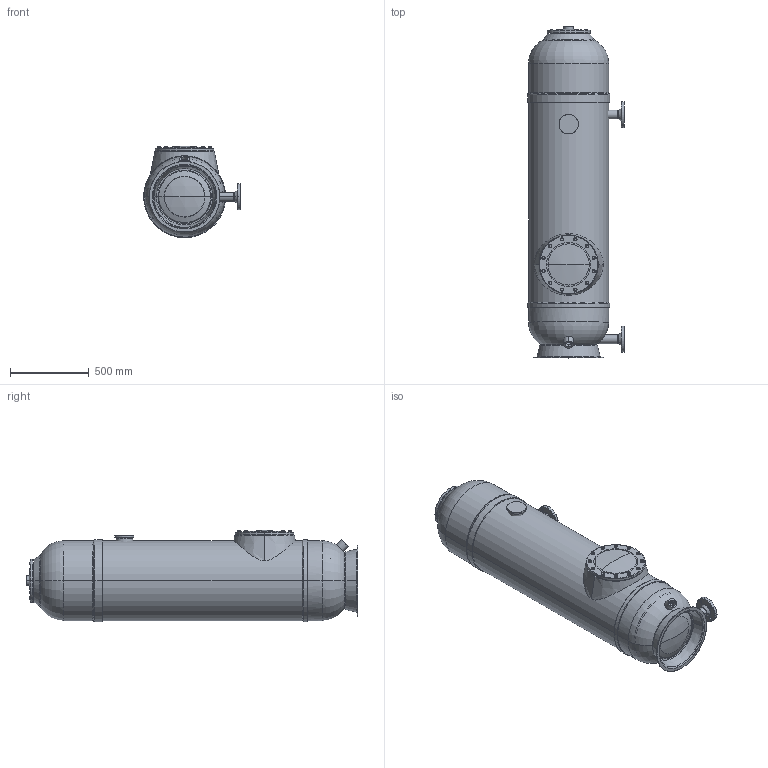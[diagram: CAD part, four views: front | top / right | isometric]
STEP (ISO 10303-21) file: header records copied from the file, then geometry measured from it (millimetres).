
FILE_DESCRIPTION (( 'STEP AP214' ), '1' );
FILE_NAME ('balearic50c.STEP', '2021-01-05T13:00:43', ( '' ), ( '' ), 'SwSTEP 2.0', 'SolidWorks 2019', '' );
FILE_SCHEMA (( 'AUTOMOTIVE_DESIGN' ));
Length unit declared in the file: millimetre
Products named in the file (1): balearic50c
Bounding box: 615.98 x 2113.02 x 582.08 mm (x, y, z)
Surface area: 8355941.1 mm2 (no closed solid volume)
Topology: 0 solids, 64 shells, 890 faces, 1928 edges, 1184 vertices
Faces by surface type: cylinder 299, plane 281, cone 212, torus 80, sphere 14, bspline 4
Entity records: 40567 total; most frequent: CARTESIAN_POINT 10739, DIRECTION 4220, ORIENTED_EDGE 3790, EDGE_CURVE 1912, AXIS2_PLACEMENT_3D 1797, VERTEX_POINT 1184, EDGE_LOOP 1063, UNCERTAINTY_MEASURE_WITH_UNIT 947
